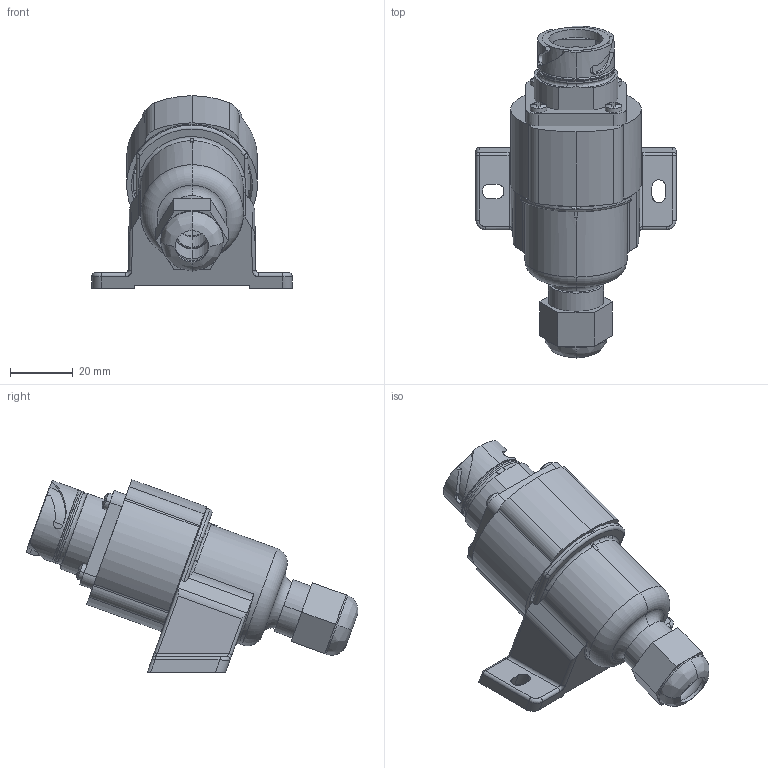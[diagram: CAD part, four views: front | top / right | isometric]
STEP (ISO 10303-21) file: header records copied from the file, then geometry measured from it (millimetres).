
FILE_DESCRIPTION(('CATIA V5 STEP Exchange','CAx-IF Rec.Pracs.--- Model Styling and Organization---1.5--- 2016-08-15','CAx-IF Rec.Pracs.---Supplemental Geometry---1.0---2011-11-01','CAx-IF Rec.Pracs.--- Composite Materials ---1.1---2010-07-15'),'2;1');
FILE_NAME ('005107-3_0', '2025-08-14T07:54:07+00:00', ('none'), ('Weidmueller'), 'CATIA Version 5-6 Release 2024 SP4', 'CATIA V5 STEP AP214 v3', 'none');
FILE_SCHEMA(('AUTOMOTIVE_DESIGN { 1 0 10303 214 1 1 1 1 }'));
Length unit declared in the file: millimetre
Products named in the file (1): 1061830000
Bounding box: 64 x 106.18 x 61.59 mm (x, y, z)
Volume: 55737.1 mm3; surface area: 35816.4 mm2
Topology: 1 solids, 10 shells, 836 faces, 2313 edges, 1494 vertices
Faces by surface type: plane 384, cylinder 261, bspline 63, torus 54, cone 48, sphere 22, extrusion 4
Entity records: 33899 total; most frequent: CARTESIAN_POINT 14820, ORIENTED_EDGE 4622, DIRECTION 2870, EDGE_CURVE 2311, VERTEX_POINT 1494, AXIS2_PLACEMENT_3D 1185, VECTOR 1013, LINE 1009
